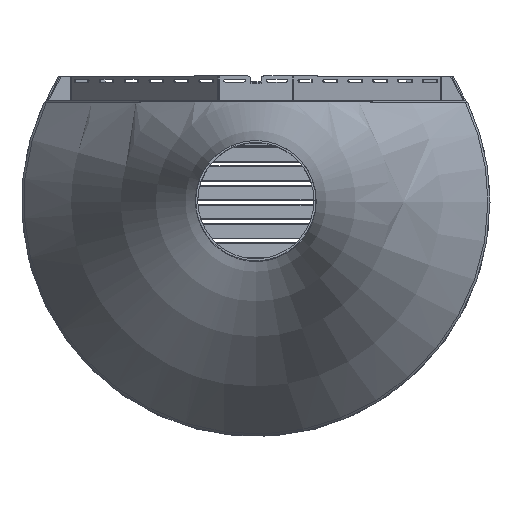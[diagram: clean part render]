
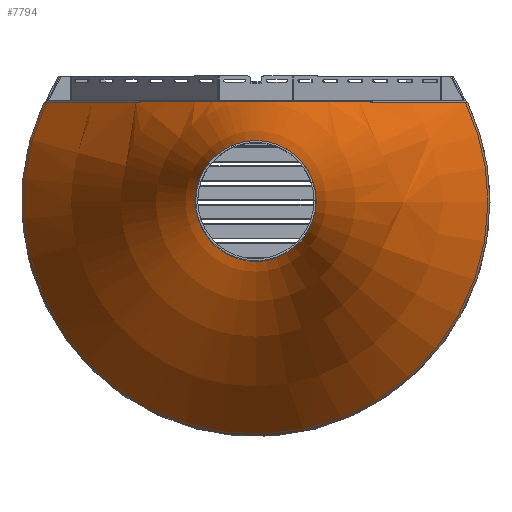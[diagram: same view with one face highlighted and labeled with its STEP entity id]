
A CAD part, top view. The second image highlights one B-rep face of the part: STEP entity #7794.
In plain terms, the highlighted toroidal (fillet/blend) face has major radius 1722.5 mm and minor radius 1600 mm.
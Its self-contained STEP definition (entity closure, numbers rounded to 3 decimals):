
#7794=ADVANCED_FACE('',(#15604,#15605),#15606,.F.);
#15604=FACE_OUTER_BOUND('',#54956,.T.);
#15605=FACE_OUTER_BOUND('',#54957,.T.);
#15606=TOROIDAL_SURFACE('',#54958,1722.5,1600.0);
#54956=EDGE_LOOP('',(#72874,#72875));
#54957=EDGE_LOOP('',(#72876));
#54958=AXIS2_PLACEMENT_3D('',#72877,#72878,#72879);
#72874=ORIENTED_EDGE('',*,*,#83595,.T.);
#72875=ORIENTED_EDGE('',*,*,#83579,.T.);
#72876=ORIENTED_EDGE('',*,*,#83591,.F.);
#72877=CARTESIAN_POINT('',(0.0,0.0,1860.655));
#72878=DIRECTION('',(0.0,0.0,1.0));
#72879=DIRECTION('',(1.0,0.0,0.0));
#83579=EDGE_CURVE('',#95573,#95571,#95574,.T.);
#83591=EDGE_CURVE('',#95591,#95591,#95592,.T.);
#83595=EDGE_CURVE('',#95571,#95573,#95596,.T.);
#95571=VERTEX_POINT('',#129617);
#95573=VERTEX_POINT('',#129625);
#95574=B_SPLINE_CURVE_WITH_KNOTS('',3,(#129626,#129627,#129628,#129629,#129630,#129631,#129632,#129633,#129634,#129635,#129636,#129637,#129638,#129639,#129640,#129641,#129642,#129643,#129644,#129645,#129646,#129647,#129648,#129649,#129650,#129651,#129652,#129653,#129654,#129655,#129656,#129657,#129658,#129659,#129660,#129661,#129662,#129663,#129664,#129665,#129666,#129667,#129668,#129669,#129670,#129671,#129672,#129673,#129674,#129675,#129676,#129677,#129678,#129679,#129680,#129681,#129682,#129683,#129684,#129685,#129686,#129687,#129688,#129689,#129690,#129691,#129692,#129693,#129694,#129695,#129696,#129697,#129698,#129699,#129700,#129701,#129702,#129703,#129704,#129705,#129706,#129707,#129708,#129709,#129710),.UNSPECIFIED.,.F.,.F.,(4,1,1,1,1,1,1,1,1,1,1,1,1,1,1,1,1,1,1,1,1,1,1,1,1,1,1,1,1,1,1,1,1,1,1,1,1,1,1,1,1,1,1,1,1,1,1,1,1,1,1,1,1,1,1,1,1,1,1,1,1,1,1,1,1,1,1,1,1,1,1,1,1,1,1,1,1,1,1,1,1,1,4),(0.0,0.004,0.007,0.011,0.014,0.018,0.021,0.025,0.028,0.032,0.035,0.039,0.042,0.045,0.049,0.052,0.056,0.059,0.062,0.078,0.094,0.109,0.124,0.156,0.187,0.219,0.249,0.282,0.312,0.328,0.343,0.359,0.374,0.39,0.405,0.422,0.436,0.445,0.453,0.461,0.468,0.476,0.483,0.491,0.499,0.504,0.51,0.515,0.523,0.531,0.538,0.547,0.554,0.562,0.572,0.582,0.594,0.609,0.625,0.64,0.656,0.671,0.687,0.718,0.75,0.78,0.812,0.843,0.875,0.89,0.906,0.921,0.937,0.944,0.95,0.956,0.962,0.968,0.974,0.981,0.987,0.994,1.0),.UNSPECIFIED.);
#95591=VERTEX_POINT('',#129746);
#95592=CIRCLE('',#129747,122.5);
#95596=CIRCLE('',#129751,475.0);
#129617=CARTESIAN_POINT('',(-429.673,202.5,858.785));
#129625=CARTESIAN_POINT('',(429.673,202.5,858.785));
#129626=CARTESIAN_POINT('',(429.673,202.5,858.785));
#129627=CARTESIAN_POINT('',(428.613,202.5,859.981));
#129628=CARTESIAN_POINT('',(426.496,202.5,862.368));
#129629=CARTESIAN_POINT('',(423.338,202.5,865.95));
#129630=CARTESIAN_POINT('',(420.2,202.5,869.524));
#129631=CARTESIAN_POINT('',(417.082,202.5,873.092));
#129632=CARTESIAN_POINT('',(413.985,202.5,876.651));
#129633=CARTESIAN_POINT('',(410.907,202.5,880.204));
#129634=CARTESIAN_POINT('',(407.85,202.5,883.748));
#129635=CARTESIAN_POINT('',(404.812,202.5,887.285));
#129636=CARTESIAN_POINT('',(401.794,202.5,890.814));
#129637=CARTESIAN_POINT('',(398.795,202.5,894.335));
#129638=CARTESIAN_POINT('',(395.816,202.5,897.847));
#129639=CARTESIAN_POINT('',(392.857,202.5,901.352));
#129640=CARTESIAN_POINT('',(389.917,202.5,904.848));
#129641=CARTESIAN_POINT('',(386.996,202.5,908.335));
#129642=CARTESIAN_POINT('',(384.094,202.5,911.813));
#129643=CARTESIAN_POINT('',(381.21,202.5,915.283));
#129644=CARTESIAN_POINT('',(378.346,202.5,918.744));
#129645=CARTESIAN_POINT('',(371.886,202.5,926.58));
#129646=CARTESIAN_POINT('',(361.975,202.5,938.739));
#129647=CARTESIAN_POINT('',(348.798,202.5,955.201));
#129648=CARTESIAN_POINT('',(336.016,202.5,971.447));
#129649=CARTESIAN_POINT('',(318.938,202.5,993.508));
#129650=CARTESIAN_POINT('',(298.049,202.5,1021.15));
#129651=CARTESIAN_POINT('',(273.067,202.5,1055.172));
#129652=CARTESIAN_POINT('',(248.871,202.5,1088.945));
#129653=CARTESIAN_POINT('',(224.534,202.5,1123.565));
#129654=CARTESIAN_POINT('',(200.855,202.499,1157.645));
#129655=CARTESIAN_POINT('',(180.877,202.5,1186.419));
#129656=CARTESIAN_POINT('',(165.114,202.5,1208.89));
#129657=CARTESIAN_POINT('',(152.889,202.5,1226.099));
#129658=CARTESIAN_POINT('',(140.704,202.5,1242.936));
#129659=CARTESIAN_POINT('',(128.076,202.5,1259.913));
#129660=CARTESIAN_POINT('',(115.4,202.5,1276.326));
#129661=CARTESIAN_POINT('',(102.001,202.5,1292.783));
#129662=CARTESIAN_POINT('',(88.391,202.499,1308.336));
#129663=CARTESIAN_POINT('',(76.026,202.5,1321.081));
#129664=CARTESIAN_POINT('',(65.687,202.5,1330.618));
#129665=CARTESIAN_POINT('',(57.397,202.499,1337.539));
#129666=CARTESIAN_POINT('',(49.229,202.5,1343.591));
#129667=CARTESIAN_POINT('',(40.663,202.5,1349.087));
#129668=CARTESIAN_POINT('',(31.647,202.5,1353.848));
#129669=CARTESIAN_POINT('',(21.815,202.5,1357.742));
#129670=CARTESIAN_POINT('',(11.693,202.5,1360.3));
#129671=CARTESIAN_POINT('',(2.36,202.5,1361.205));
#129672=CARTESIAN_POINT('',(-5.77,202.5,1360.928));
#129673=CARTESIAN_POINT('',(-12.781,202.5,1359.953));
#129674=CARTESIAN_POINT('',(-20.741,202.5,1358.017));
#129675=CARTESIAN_POINT('',(-29.668,202.5,1354.748));
#129676=CARTESIAN_POINT('',(-39.064,202.5,1350.023));
#129677=CARTESIAN_POINT('',(-48.155,202.5,1344.35));
#129678=CARTESIAN_POINT('',(-56.617,202.5,1338.152));
#129679=CARTESIAN_POINT('',(-64.858,202.5,1331.332));
#129680=CARTESIAN_POINT('',(-73.298,202.5,1323.635));
#129681=CARTESIAN_POINT('',(-82.26,202.5,1314.709));
#129682=CARTESIAN_POINT('',(-91.759,202.5,1304.482));
#129683=CARTESIAN_POINT('',(-102.475,202.5,1292.167));
#129684=CARTESIAN_POINT('',(-114.431,202.5,1277.549));
#129685=CARTESIAN_POINT('',(-127.14,202.5,1261.149));
#129686=CARTESIAN_POINT('',(-139.8,202.5,1244.168));
#129687=CARTESIAN_POINT('',(-152.02,202.5,1227.313));
#129688=CARTESIAN_POINT('',(-164.282,202.5,1210.069));
#129689=CARTESIAN_POINT('',(-180.096,202.5,1187.541));
#129690=CARTESIAN_POINT('',(-200.137,202.499,1158.68));
#129691=CARTESIAN_POINT('',(-223.881,202.5,1124.5));
#129692=CARTESIAN_POINT('',(-248.281,202.5,1089.778));
#129693=CARTESIAN_POINT('',(-272.525,202.5,1055.92));
#129694=CARTESIAN_POINT('',(-297.554,202.5,1021.814));
#129695=CARTESIAN_POINT('',(-318.483,202.5,994.102));
#129696=CARTESIAN_POINT('',(-335.602,202.5,971.976));
#129697=CARTESIAN_POINT('',(-348.425,202.5,955.671));
#129698=CARTESIAN_POINT('',(-361.646,202.5,939.147));
#129699=CARTESIAN_POINT('',(-372.352,202.5,926.007));
#129700=CARTESIAN_POINT('',(-380.384,202.5,916.275));
#129701=CARTESIAN_POINT('',(-385.606,202.5,909.993));
#129702=CARTESIAN_POINT('',(-390.891,202.5,903.682));
#129703=CARTESIAN_POINT('',(-396.238,202.5,897.343));
#129704=CARTESIAN_POINT('',(-401.65,202.5,890.977));
#129705=CARTESIAN_POINT('',(-407.125,202.5,884.585));
#129706=CARTESIAN_POINT('',(-412.665,202.5,878.167));
#129707=CARTESIAN_POINT('',(-418.271,202.5,871.724));
#129708=CARTESIAN_POINT('',(-423.942,202.5,865.255));
#129709=CARTESIAN_POINT('',(-427.758,202.5,860.947));
#129710=CARTESIAN_POINT('',(-429.673,202.5,858.785));
#129746=CARTESIAN_POINT('',(122.5,0.0,1860.655));
#129747=AXIS2_PLACEMENT_3D('',#139855,#139856,#139857);
#129751=AXIS2_PLACEMENT_3D('',#139861,#139862,#139863);
#139855=CARTESIAN_POINT('',(0.0,0.0,1860.655));
#139856=DIRECTION('',(0.0,0.0,1.0));
#139857=DIRECTION('',(1.0,0.0,0.0));
#139861=CARTESIAN_POINT('',(0.0,0.0,858.785));
#139862=DIRECTION('',(0.0,0.0,1.0));
#139863=DIRECTION('',(1.0,0.0,0.0));
